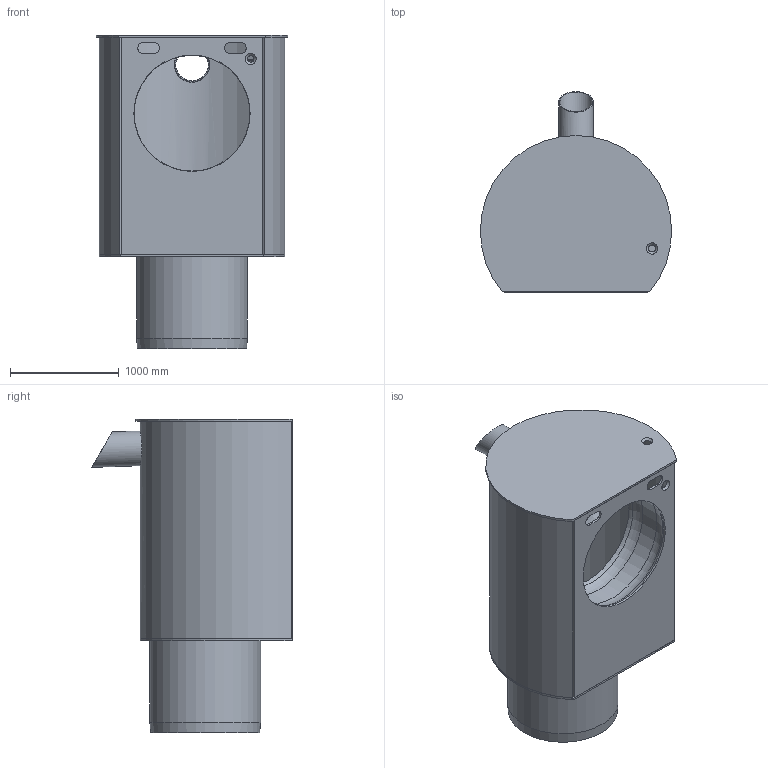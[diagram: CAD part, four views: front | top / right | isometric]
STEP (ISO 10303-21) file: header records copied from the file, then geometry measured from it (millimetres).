
FILE_DESCRIPTION(/* description */ (''),/* implementation_level */ '2;1');
FILE_NAME(/* name */ '04379.100X_3D.stp',/* time_stamp */ '2024-12-11T13:30:39+01:00',/* author */ ('CAD'),/* organization */ (''),/* preprocessor_version */ 'ST-DEVELOPER v20',/* originating_system */ 'AutoCAD Mechanical',/* authorisation */ '');
FILE_SCHEMA (('AUTOMOTIVE_DESIGN { 1 0 10303 214 3 1 1 }'));
Length unit declared in the file: centimetre
Products named in the file (2): Product; 43798.000X
Assembly tree (1 placements, depth 2):
  Product
    43798.000X
Bounding box: 1759.97 x 1843.97 x 2890 mm (x, y, z)
Volume: 344384433.1 mm3; surface area: 35891675.8 mm2
Topology: 11 solids, 11 shells, 87 faces, 195 edges, 130 vertices
Faces by surface type: plane 52, cylinder 22, cone 7, torus 6
Full cylindrical faces by diameter (mm): 300 x1, 320 x1, 330 x1, 980 x2, 1020 x1, 1070 x1, 1140 x1, 1180 x1
Entity records: 2773 total; most frequent: CARTESIAN_POINT 677, DIRECTION 433, ORIENTED_EDGE 388, EDGE_CURVE 194, AXIS2_PLACEMENT_3D 154, VERTEX_POINT 128, LINE 125, VECTOR 125
